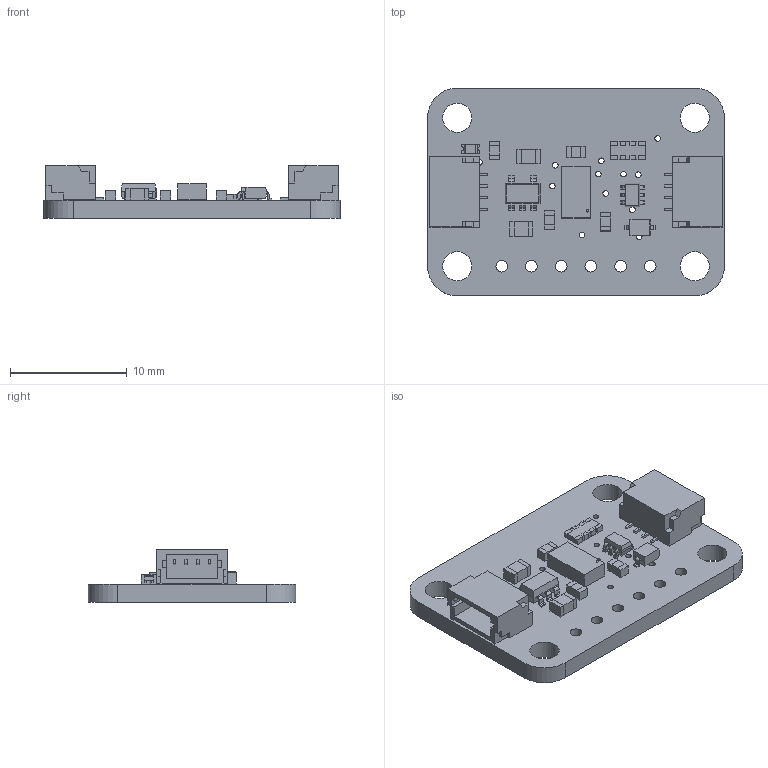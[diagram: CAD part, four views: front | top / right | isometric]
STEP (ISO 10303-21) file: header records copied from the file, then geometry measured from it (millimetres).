
FILE_DESCRIPTION(/* description */ (''),/* implementation_level */ '2;1');
FILE_NAME(/* name */ 'Adafruit VL53L4CD.step',/* time_stamp */ '2022-04-20T16:09:16-04:00',/* author */ (''),/* organization */ (''),/* preprocessor_version */ 'ST-DEVELOPER v18.1',/* originating_system */ 'Autodesk Translation Framework v10.14.0.1471',/* authorisation */ '');
FILE_SCHEMA (('AUTOMOTIVE_DESIGN { 1 0 10303 214 3 1 1 }'));
Length unit declared in the file: millimetre
Products named in the file (12): Adafruit VL53L4CD; PCB Component; Board; VL53L0X; 1N4148; 10uF; LP5907-2.8; 10K; 10K_1; BSS138; STEMMA_I2C_QT; GREEN
Assembly tree (16 placements, depth 3):
  Adafruit VL53L4CD
    PCB Component
      Board
      VL53L0X
      1N4148
      10uF  x2
      LP5907-2.8
      10K  x4
      10K_1
      BSS138
      STEMMA_I2C_QT  x2
      GREEN
Bounding box: 25.4 x 17.78 x 4.53 mm (x, y, z)
Volume: 783.7 mm3; surface area: 1593.2 mm2
Topology: 32 solids, 32 shells, 717 faces, 1871 edges, 1228 vertices
Faces by surface type: plane 624, cylinder 89, bspline 4
Full cylindrical faces by diameter (mm): 0.222 x1, 0.483 x18, 1 x6, 2.5 x4
Entity records: 18340 total; most frequent: CARTESIAN_POINT 3121, ORIENTED_EDGE 2966, DIRECTION 2861, EDGE_CURVE 1483, LINE 1297, VECTOR 1297, VERTEX_POINT 970, AXIS2_PLACEMENT_3D 782
